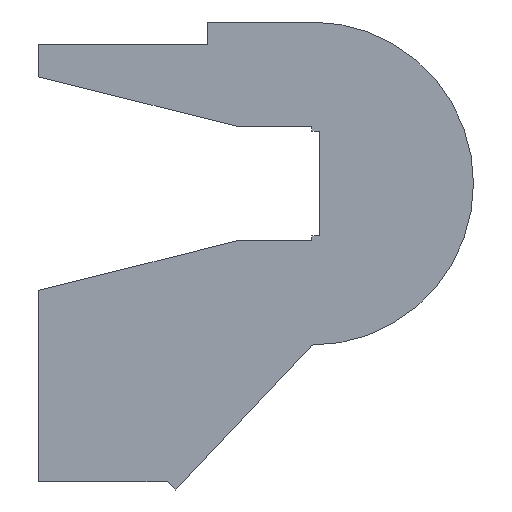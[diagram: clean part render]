
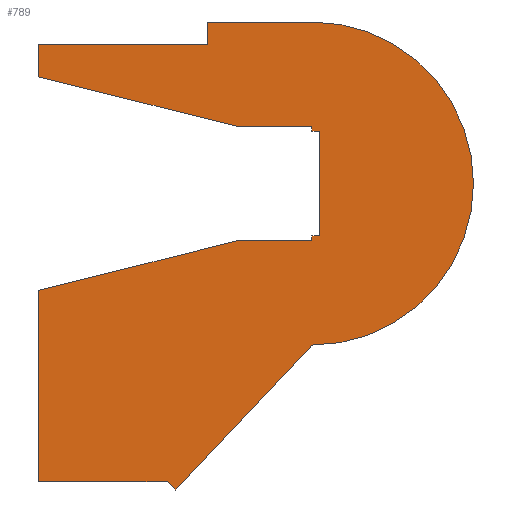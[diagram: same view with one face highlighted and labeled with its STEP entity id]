
A CAD part, front view. The second image highlights one B-rep face of the part: STEP entity #789.
In plain terms, the highlighted planar face has unit normal (0, -1, 0).
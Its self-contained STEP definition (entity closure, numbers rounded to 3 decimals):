
#19=CIRCLE('',#834,65.);
#57=FACE_OUTER_BOUND('',#97,.T.);
#97=EDGE_LOOP('',(#669,#670,#671,#672,#673,#674,#675,#676,#677,#678,#679,
#680,#681,#682,#683,#684,#685,#686));
#103=LINE('',#1043,#209);
#110=LINE('',#1058,#216);
#134=LINE('',#1107,#240);
#163=LINE('',#1168,#269);
#166=LINE('',#1173,#272);
#168=LINE('',#1177,#274);
#170=LINE('',#1181,#276);
#172=LINE('',#1185,#278);
#174=LINE('',#1189,#280);
#176=LINE('',#1193,#282);
#178=LINE('',#1197,#284);
#180=LINE('',#1201,#286);
#185=LINE('',#1211,#291);
#190=LINE('',#1221,#296);
#203=LINE('',#1245,#309);
#204=LINE('',#1247,#310);
#205=LINE('',#1250,#311);
#209=VECTOR('',#845,68.);
#216=VECTOR('',#856,9.);
#240=VECTOR('',#890,13.054);
#269=VECTOR('',#937,30.);
#272=VECTOR('',#942,82.449);
#274=VECTOR('',#946,77.054);
#276=VECTOR('',#950,51.731);
#278=VECTOR('',#954,2.);
#280=VECTOR('',#958,4.794);
#282=VECTOR('',#962,79.983);
#284=VECTOR('',#966,3.);
#286=VECTOR('',#970,42.);
#291=VECTOR('',#979,3.);
#296=VECTOR('',#990,2.);
#309=VECTOR('',#1015,82.449);
#310=VECTOR('',#1018,30.);
#311=VECTOR('',#1021,42.);
#315=VERTEX_POINT('',#1040);
#316=VERTEX_POINT('',#1042);
#322=VERTEX_POINT('',#1057);
#342=VERTEX_POINT('',#1105);
#364=VERTEX_POINT('',#1166);
#365=VERTEX_POINT('',#1167);
#366=VERTEX_POINT('',#1172);
#367=VERTEX_POINT('',#1176);
#368=VERTEX_POINT('',#1180);
#369=VERTEX_POINT('',#1184);
#370=VERTEX_POINT('',#1188);
#371=VERTEX_POINT('',#1192);
#372=VERTEX_POINT('',#1196);
#373=VERTEX_POINT('',#1200);
#376=VERTEX_POINT('',#1210);
#378=VERTEX_POINT('',#1220);
#383=VERTEX_POINT('',#1243);
#384=VERTEX_POINT('',#1249);
#387=EDGE_CURVE('',#316,#315,#103,.T.);
#394=EDGE_CURVE('',#322,#316,#110,.T.);
#419=EDGE_CURVE('',#342,#315,#134,.T.);
#449=EDGE_CURVE('',#364,#365,#163,.T.);
#452=EDGE_CURVE('',#365,#366,#166,.T.);
#454=EDGE_CURVE('',#366,#367,#168,.T.);
#456=EDGE_CURVE('',#367,#368,#170,.T.);
#458=EDGE_CURVE('',#369,#364,#172,.T.);
#460=EDGE_CURVE('',#368,#370,#174,.T.);
#462=EDGE_CURVE('',#370,#371,#176,.T.);
#464=EDGE_CURVE('',#372,#369,#178,.T.);
#466=EDGE_CURVE('',#373,#372,#180,.T.);
#471=EDGE_CURVE('',#376,#373,#185,.T.);
#476=EDGE_CURVE('',#378,#376,#190,.T.);
#489=EDGE_CURVE('',#342,#383,#203,.T.);
#490=EDGE_CURVE('',#378,#383,#204,.T.);
#491=EDGE_CURVE('',#384,#322,#205,.T.);
#493=EDGE_CURVE('',#384,#371,#19,.T.);
#669=ORIENTED_EDGE('',*,*,#387,.T.);
#670=ORIENTED_EDGE('',*,*,#419,.F.);
#671=ORIENTED_EDGE('',*,*,#489,.T.);
#672=ORIENTED_EDGE('',*,*,#490,.F.);
#673=ORIENTED_EDGE('',*,*,#476,.T.);
#674=ORIENTED_EDGE('',*,*,#471,.T.);
#675=ORIENTED_EDGE('',*,*,#466,.T.);
#676=ORIENTED_EDGE('',*,*,#464,.T.);
#677=ORIENTED_EDGE('',*,*,#458,.T.);
#678=ORIENTED_EDGE('',*,*,#449,.T.);
#679=ORIENTED_EDGE('',*,*,#452,.T.);
#680=ORIENTED_EDGE('',*,*,#454,.T.);
#681=ORIENTED_EDGE('',*,*,#456,.T.);
#682=ORIENTED_EDGE('',*,*,#460,.T.);
#683=ORIENTED_EDGE('',*,*,#462,.T.);
#684=ORIENTED_EDGE('',*,*,#493,.F.);
#685=ORIENTED_EDGE('',*,*,#491,.T.);
#686=ORIENTED_EDGE('',*,*,#394,.T.);
#751=PLANE('',#833);
#789=ADVANCED_FACE('',(#57),#751,.T.);
#833=AXIS2_PLACEMENT_3D('',#1252,#1023,#1024);
#834=AXIS2_PLACEMENT_3D('',#1253,#1025,#1026);
#845=DIRECTION('',(-1.,0.,0.));
#856=DIRECTION('',(0.,0.,-1.));
#890=DIRECTION('',(0.,0.,1.));
#937=DIRECTION('',(-1.,0.,0.));
#942=DIRECTION('',(-0.97,0.,-0.242));
#946=DIRECTION('',(0.,0.,-1.));
#950=DIRECTION('',(1.,0.,0.));
#954=DIRECTION('',(0.,0.,-1.));
#958=DIRECTION('',(0.729,0.,-0.685));
#962=DIRECTION('',(0.685,0.,0.729));
#966=DIRECTION('',(-1.,0.,0.));
#970=DIRECTION('',(0.,0.,-1.));
#979=DIRECTION('',(1.,0.,0.));
#990=DIRECTION('',(0.,0.,-1.));
#1015=DIRECTION('',(0.97,0.,-0.242));
#1018=DIRECTION('',(-1.,0.,0.));
#1021=DIRECTION('',(-1.,0.,0.));
#1023=DIRECTION('center_axis',(0.,-1.,0.));
#1024=DIRECTION('ref_axis',(0.,0.,-1.));
#1025=DIRECTION('center_axis',(0.,1.,0.));
#1026=DIRECTION('ref_axis',(0.,0.,1.));
#1040=CARTESIAN_POINT('',(-110.,-7.,-8.778));
#1042=CARTESIAN_POINT('',(-42.,-7.,-8.778));
#1043=CARTESIAN_POINT('',(-55.,-7.,-8.778));
#1057=CARTESIAN_POINT('',(-42.,-7.,0.222));
#1058=CARTESIAN_POINT('',(-42.,-7.,-4.278));
#1105=CARTESIAN_POINT('',(-110.,-7.,-21.832));
#1107=CARTESIAN_POINT('',(-110.,-7.,-41.778));
#1166=CARTESIAN_POINT('',(0.,-7.,-87.778));
#1167=CARTESIAN_POINT('',(-30.,-7.,-87.778));
#1168=CARTESIAN_POINT('',(0.,-7.,-87.778));
#1172=CARTESIAN_POINT('',(-110.,-7.,-107.724));
#1173=CARTESIAN_POINT('',(-30.,-7.,-87.778));
#1176=CARTESIAN_POINT('',(-110.,-7.,-184.778));
#1177=CARTESIAN_POINT('',(-110.,-7.,-107.724));
#1180=CARTESIAN_POINT('',(-58.269,-7.,-184.778));
#1181=CARTESIAN_POINT('',(-110.,-7.,-184.778));
#1184=CARTESIAN_POINT('',(0.,-7.,-85.778));
#1185=CARTESIAN_POINT('',(0.,-7.,0.222));
#1188=CARTESIAN_POINT('',(-54.776,-7.,-188.061));
#1189=CARTESIAN_POINT('',(-58.269,-7.,-184.778));
#1192=CARTESIAN_POINT('',(0.,-7.,-129.778));
#1193=CARTESIAN_POINT('',(-54.787,-7.,-188.073));
#1196=CARTESIAN_POINT('',(3.,-7.,-85.778));
#1197=CARTESIAN_POINT('',(1.5,-7.,-85.778));
#1200=CARTESIAN_POINT('',(3.,-7.,-43.778));
#1201=CARTESIAN_POINT('',(3.,-7.,-21.778));
#1210=CARTESIAN_POINT('',(0.,-7.,-43.778));
#1211=CARTESIAN_POINT('',(0.,-7.,-43.778));
#1220=CARTESIAN_POINT('',(0.,-7.,-41.778));
#1221=CARTESIAN_POINT('',(0.,-7.,0.222));
#1243=CARTESIAN_POINT('',(-30.,-7.,-41.778));
#1245=CARTESIAN_POINT('',(-60.807,-7.,-34.097));
#1247=CARTESIAN_POINT('',(0.,-7.,-41.778));
#1249=CARTESIAN_POINT('',(0.,-7.,0.222));
#1250=CARTESIAN_POINT('',(0.,-7.,0.222));
#1252=CARTESIAN_POINT('Origin',(0.,-7.,0.222));
#1253=CARTESIAN_POINT('Origin',(0.,-7.,-64.778));
